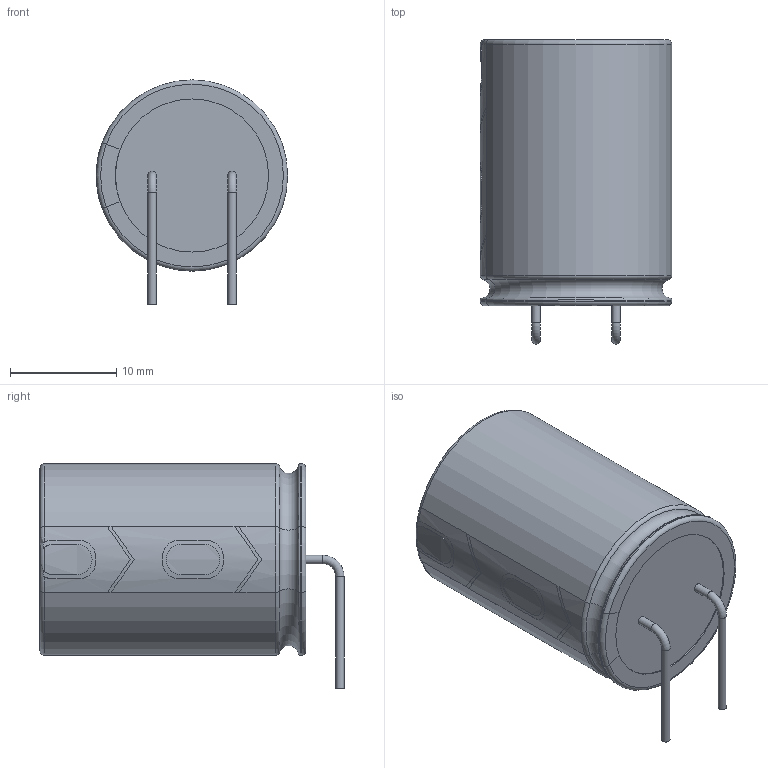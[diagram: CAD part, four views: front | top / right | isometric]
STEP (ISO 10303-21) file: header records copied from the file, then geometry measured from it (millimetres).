
FILE_DESCRIPTION(('STEP AP214'), '1');
FILE_NAME('El_Cap_RA', '', ('UNSPECIFIED'), ('UNSPECIFIED'), 'ASCON STEP Converter 1.6', 'ASCON Math Kernel', '');
FILE_SCHEMA(('AUTOMOTIVE_DESIGN { 1 0 10303 214 3 1 1}'));
Length unit declared in the file: millimetre
Bounding box: 18 x 28.6 x 21.1 mm (x, y, z)
Volume: 6263.3 mm3; surface area: 2026.8 mm2
Topology: 1 solids, 1 shells, 99 faces, 272 edges, 180 vertices
Faces by surface type: plane 53, cylinder 34, torus 12
Full cylindrical faces by diameter (mm): 0.8 x4, 14.4 x1, 17 x1
Entity records: 4510 total; most frequent: CARTESIAN_POINT 1264, ORIENTED_EDGE 528, DIRECTION 472, EDGE_CURVE 264, VERTEX_POINT 180, AXIS2_PLACEMENT_3D 168, LINE 136, VECTOR 136
